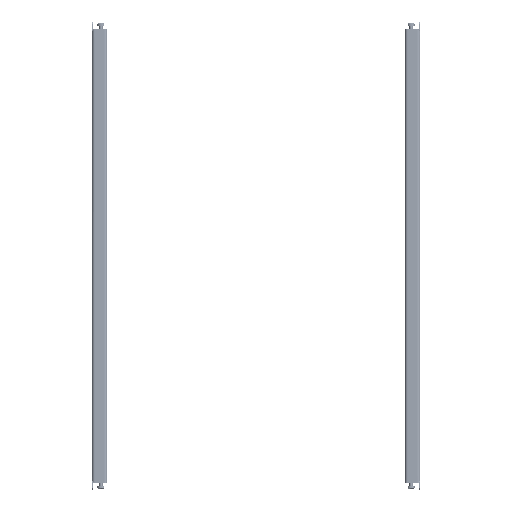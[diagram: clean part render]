
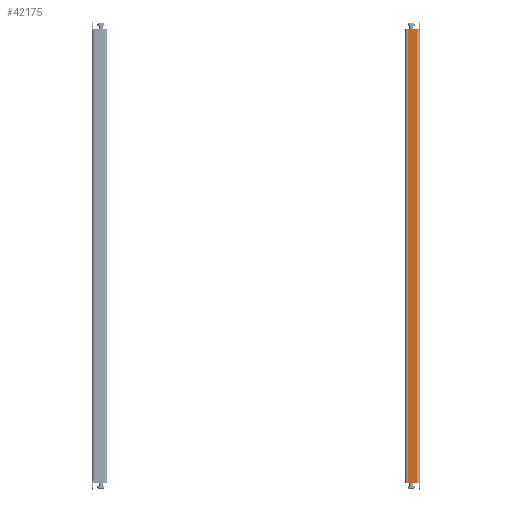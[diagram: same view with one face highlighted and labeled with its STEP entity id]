
A CAD part, front view. The second image highlights one B-rep face of the part: STEP entity #42175.
In plain terms, the highlighted planar face has unit normal (0, -1, 0).
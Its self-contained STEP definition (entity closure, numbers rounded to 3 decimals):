
#215 = CARTESIAN_POINT ( 'NONE',  ( 317.4, -49., -17. ) ) ;
#1145 = EDGE_CURVE ( 'NONE', #38210, #2817, #7990, .T. ) ;
#1437 = VERTEX_POINT ( 'NONE', #25552 ) ;
#1596 = EDGE_CURVE ( 'NONE', #7971, #38210, #13155, .T. ) ;
#2042 = LINE ( 'NONE', #15196, #11340 ) ;
#2817 = VERTEX_POINT ( 'NONE', #215 ) ;
#4095 = CARTESIAN_POINT ( 'NONE',  ( 0., -49., 0. ) ) ;
#5333 = CARTESIAN_POINT ( 'NONE',  ( -317.4, -49., -4. ) ) ;
#5930 = VECTOR ( 'NONE', #32754, 1000. ) ;
#6461 = DIRECTION ( 'NONE',  ( 0., 0., -1. ) ) ;
#7138 = DIRECTION ( 'NONE',  ( 0., 1., 0. ) ) ;
#7971 = VERTEX_POINT ( 'NONE', #5333 ) ;
#7990 = LINE ( 'NONE', #23032, #33282 ) ;
#9687 = CARTESIAN_POINT ( 'NONE',  ( 313.4, -49., -4. ) ) ;
#11340 = VECTOR ( 'NONE', #35042, 1000. ) ;
#11717 = EDGE_LOOP ( 'NONE', ( #16211, #36639, #30625, #20068 ) ) ;
#13155 = LINE ( 'NONE', #9687, #5930 ) ;
#15196 = CARTESIAN_POINT ( 'NONE',  ( -317.4, -49., -17. ) ) ;
#16211 = ORIENTED_EDGE ( 'NONE', *, *, #35368, .T. ) ;
#16941 = PLANE ( 'NONE',  #34900 ) ;
#18923 = EDGE_CURVE ( 'NONE', #7971, #1437, #22000, .T. ) ;
#20068 = ORIENTED_EDGE ( 'NONE', *, *, #18923, .T. ) ;
#22000 = LINE ( 'NONE', #39348, #24065 ) ;
#23032 = CARTESIAN_POINT ( 'NONE',  ( 317.4, -49., -4. ) ) ;
#23173 = DIRECTION ( 'NONE',  ( 0., 0., -1. ) ) ;
#24065 = VECTOR ( 'NONE', #6461, 1000. ) ;
#25552 = CARTESIAN_POINT ( 'NONE',  ( -317.4, -49., -17. ) ) ;
#28902 = CARTESIAN_POINT ( 'NONE',  ( 317.4, -49., -4. ) ) ;
#30625 = ORIENTED_EDGE ( 'NONE', *, *, #1596, .F. ) ;
#32754 = DIRECTION ( 'NONE',  ( 1., 0., 0. ) ) ;
#33282 = VECTOR ( 'NONE', #23173, 1000. ) ;
#34900 = AXIS2_PLACEMENT_3D ( 'NONE', #4095, #7138, #37127 ) ;
#35042 = DIRECTION ( 'NONE',  ( 1., 0., 0. ) ) ;
#35093 = FACE_OUTER_BOUND ( 'NONE', #11717, .T. ) ;
#35368 = EDGE_CURVE ( 'NONE', #1437, #2817, #2042, .T. ) ;
#36639 = ORIENTED_EDGE ( 'NONE', *, *, #1145, .F. ) ;
#37127 = DIRECTION ( 'NONE',  ( 0., 0., 1. ) ) ;
#38210 = VERTEX_POINT ( 'NONE', #28902 ) ;
#39348 = CARTESIAN_POINT ( 'NONE',  ( -317.4, -49., -4. ) ) ;
#42175 = ADVANCED_FACE ( 'NONE', ( #35093 ), #16941, .F. ) ;
